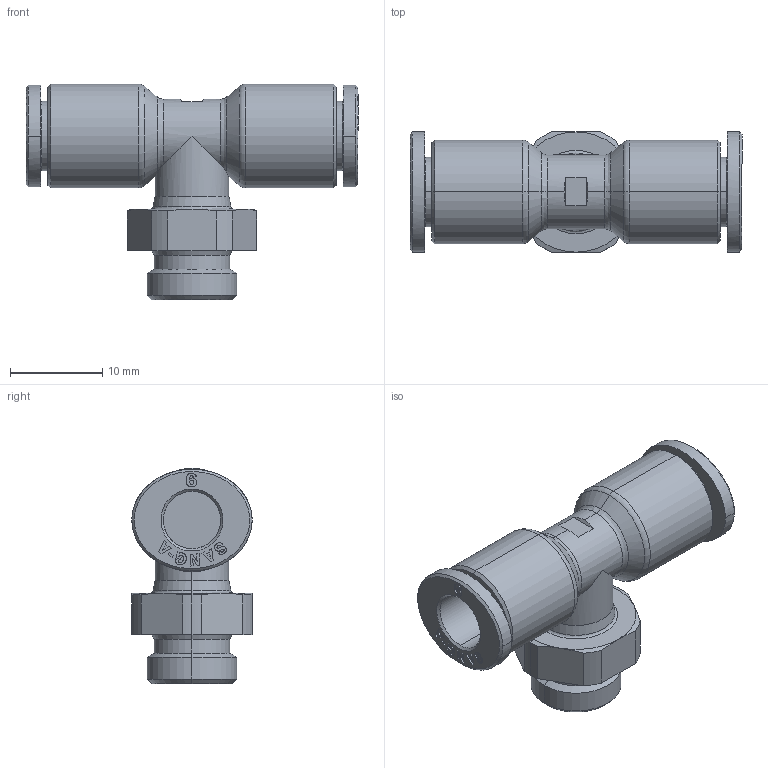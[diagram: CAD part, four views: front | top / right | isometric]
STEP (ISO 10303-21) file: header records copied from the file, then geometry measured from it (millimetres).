
FILE_DESCRIPTION((''),'2;1');
FILE_NAME('GPT 06G01(3D).stp','2012-12-27T14:27:02',(''),(''),'Mechanical Desktop.R8.0.24.0','Mechanical Desktop.R8.0.24.0',', , ');
FILE_SCHEMA(('CONFIG_CONTROL_DESIGN'));
Length unit declared in the file: millimetre
Products named in the file (2): GPT 06G01(3D); 睡ヶ1
Assembly tree (1 placements, depth 2):
  GPT 06G01(3D)
    睡ヶ1
Bounding box: 35.9 x 13 x 23.3 mm (x, y, z)
Volume: 3151.4 mm3; surface area: 3040.5 mm2
Topology: 1 solids, 1 shells, 505 faces, 1374 edges, 899 vertices
Faces by surface type: plane 349, bspline 66, cylinder 52, cone 34, torus 4
Entity records: 17769 total; most frequent: CARTESIAN_POINT 5012, ORIENTED_EDGE 2744, DIRECTION 2478, EDGE_CURVE 1372, VECTOR 1076, LINE 1076, VERTEX_POINT 899, AXIS2_PLACEMENT_3D 701
